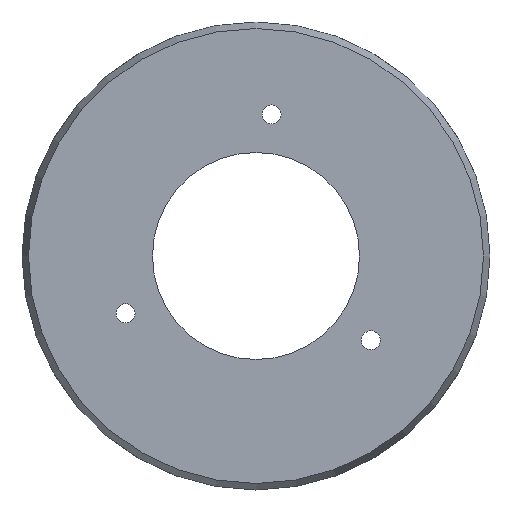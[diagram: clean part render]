
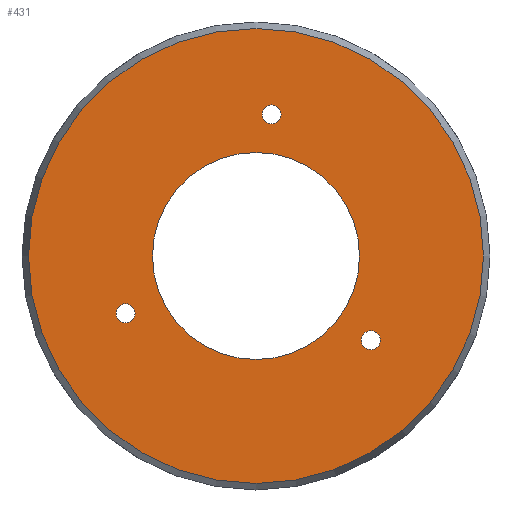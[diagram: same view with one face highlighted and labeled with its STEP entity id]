
A CAD part, front view. The second image highlights one B-rep face of the part: STEP entity #431.
In plain terms, the highlighted planar face has unit normal (0, -1, 0).
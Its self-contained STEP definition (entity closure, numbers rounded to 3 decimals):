
#20=FACE_BOUND('',#75,.T.);
#21=FACE_BOUND('',#76,.T.);
#22=FACE_BOUND('',#77,.T.);
#23=FACE_BOUND('',#78,.T.);
#29=PLANE('',#526);
#54=FACE_OUTER_BOUND('',#74,.T.);
#74=EDGE_LOOP('',(#392,#393));
#75=EDGE_LOOP('',(#394));
#76=EDGE_LOOP('',(#395));
#77=EDGE_LOOP('',(#396));
#78=EDGE_LOOP('',(#397));
#106=CIRCLE('',#456,2.5);
#109=CIRCLE('',#460,2.5);
#112=CIRCLE('',#464,2.5);
#115=CIRCLE('',#468,27.25);
#158=CIRCLE('',#524,59.884);
#159=CIRCLE('',#525,59.884);
#162=VERTEX_POINT('',#696);
#165=VERTEX_POINT('',#704);
#168=VERTEX_POINT('',#712);
#171=VERTEX_POINT('',#720);
#208=VERTEX_POINT('',#819);
#209=VERTEX_POINT('',#820);
#213=EDGE_CURVE('',#162,#162,#106,.T.);
#217=EDGE_CURVE('',#165,#165,#109,.T.);
#221=EDGE_CURVE('',#168,#168,#112,.T.);
#225=EDGE_CURVE('',#171,#171,#115,.T.);
#273=EDGE_CURVE('',#208,#209,#158,.T.);
#274=EDGE_CURVE('',#209,#208,#159,.T.);
#392=ORIENTED_EDGE('',*,*,#273,.T.);
#393=ORIENTED_EDGE('',*,*,#274,.T.);
#394=ORIENTED_EDGE('',*,*,#213,.T.);
#395=ORIENTED_EDGE('',*,*,#217,.T.);
#396=ORIENTED_EDGE('',*,*,#221,.T.);
#397=ORIENTED_EDGE('',*,*,#225,.T.);
#431=ADVANCED_FACE('',(#54,#20,#21,#22,#23),#29,.T.);
#456=AXIS2_PLACEMENT_3D('',#698,#537,#538);
#460=AXIS2_PLACEMENT_3D('',#706,#546,#547);
#464=AXIS2_PLACEMENT_3D('',#714,#555,#556);
#468=AXIS2_PLACEMENT_3D('',#722,#564,#565);
#524=AXIS2_PLACEMENT_3D('',#821,#681,#682);
#525=AXIS2_PLACEMENT_3D('',#822,#683,#684);
#526=AXIS2_PLACEMENT_3D('',#824,#686,#687);
#537=DIRECTION('center_axis',(0.,1.,0.));
#538=DIRECTION('ref_axis',(-0.5,0.,0.866));
#546=DIRECTION('center_axis',(0.,1.,0.));
#547=DIRECTION('ref_axis',(-0.5,0.,-0.866));
#555=DIRECTION('center_axis',(0.,1.,0.));
#556=DIRECTION('ref_axis',(1.,0.,0.));
#564=DIRECTION('center_axis',(0.,1.,0.));
#565=DIRECTION('ref_axis',(1.,0.,0.));
#681=DIRECTION('center_axis',(0.,-1.,0.));
#682=DIRECTION('ref_axis',(1.,0.,0.));
#683=DIRECTION('center_axis',(0.,-1.,0.));
#684=DIRECTION('ref_axis',(1.,0.,0.));
#686=DIRECTION('center_axis',(0.,-1.,0.));
#687=DIRECTION('ref_axis',(0.,0.,-1.));
#696=CARTESIAN_POINT('',(31.486,0.,-24.347));
#698=CARTESIAN_POINT('Origin',(30.236,0.,-22.182));
#704=CARTESIAN_POINT('',(5.342,0.,39.441));
#706=CARTESIAN_POINT('Origin',(4.092,0.,37.276));
#712=CARTESIAN_POINT('',(-36.828,0.,-15.094));
#714=CARTESIAN_POINT('Origin',(-34.328,0.,-15.094));
#720=CARTESIAN_POINT('',(-27.25,0.,0.));
#722=CARTESIAN_POINT('Origin',(0.,0.,0.));
#819=CARTESIAN_POINT('',(59.884,0.,0.));
#820=CARTESIAN_POINT('',(-59.884,0.,0.));
#821=CARTESIAN_POINT('Origin',(0.,0.,
0.));
#822=CARTESIAN_POINT('Origin',(0.,0.,
0.));
#824=CARTESIAN_POINT('Origin',(0.,0.,0.));
